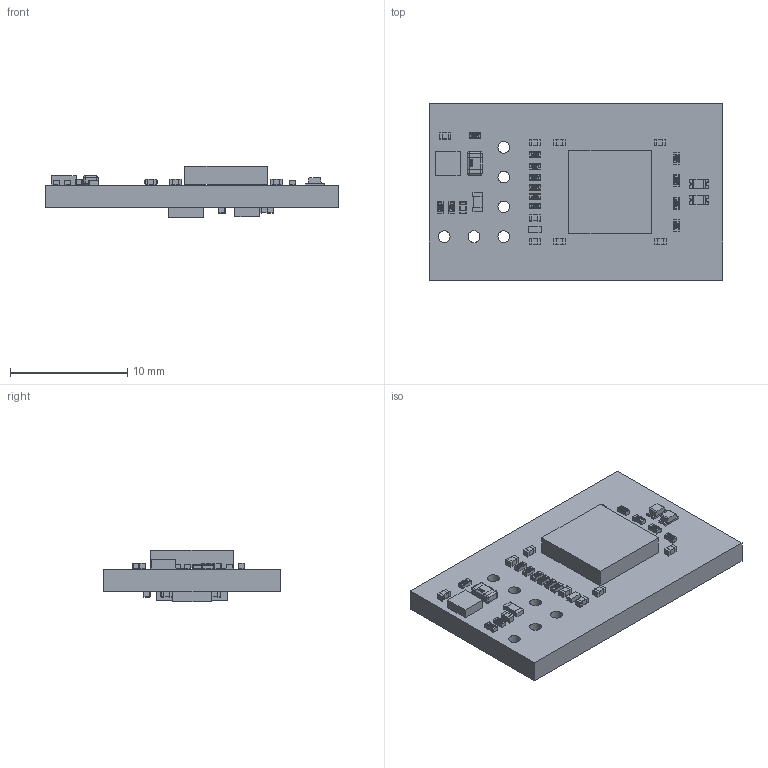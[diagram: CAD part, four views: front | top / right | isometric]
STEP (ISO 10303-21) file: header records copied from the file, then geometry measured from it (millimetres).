
FILE_DESCRIPTION(('Open CASCADE Model'),'2;1');
FILE_NAME('Open CASCADE Shape Model','2021-10-13T16:07:08',('Author'),( 'Open CASCADE'),'Open CASCADE STEP processor 6.8','Open CASCADE 6.8' ,'Unknown');
FILE_SCHEMA(('AUTOMOTIVE_DESIGN { 1 0 10303 214 1 1 1 1 }'));
Length unit declared in the file: millimetre
Products named in the file (54): PCB; Board; Open CASCADE STEP translator 6.8 1.1.1; U6; 6284222592; Extruded; C12; EVK105RH010BW-F--3DModel-STEP-46669; C4; C8; C1; R4; User_Library-res0603-1; R2; User_Library-RESC1005X04N; C7; User_Library-0805_SMD_Capacitor; C6; C18; U2; L1; 6284222752; C2; C10; C11; C13; C15; C9; R15; R5; Q1; 6284220352; R1; R3; DS2; LED_0603; DS1; U4; 6284222112; R14 ...
Assembly tree (82 placements, depth 4):
  PCB
    Board
      Open CASCADE STEP translator 6.8 1.1.1
    U6
      6284222592
        Extruded
    C12
      EVK105RH010BW-F--3DModel-STEP-46669
    C4
      EVK105RH010BW-F--3DModel-STEP-46669
    C8
      EVK105RH010BW-F--3DModel-STEP-46669
    C1
      EVK105RH010BW-F--3DModel-STEP-46669
    R4
      User_Library-res0603-1
    R2
      User_Library-RESC1005X04N
    C7
      User_Library-0805_SMD_Capacitor
    C6
      EVK105RH010BW-F--3DModel-STEP-46669
    C18
      EVK105RH010BW-F--3DModel-STEP-46669
    U2
      6284222592
        Extruded
    L1
      6284222752
        Extruded
    C2
      EVK105RH010BW-F--3DModel-STEP-46669
    C10
      EVK105RH010BW-F--3DModel-STEP-46669
    C11
      EVK105RH010BW-F--3DModel-STEP-46669
    C13
      EVK105RH010BW-F--3DModel-STEP-46669
    C15
      EVK105RH010BW-F--3DModel-STEP-46669
    C9
      EVK105RH010BW-F--3DModel-STEP-46669
    R15
      User_Library-RESC1005X04N
    R5
      User_Library-RESC1005X04N
    Q1
      6284220352
        Extruded
    R1
      User_Library-RESC1005X04N
    R3
      User_Library-RESC1005X04N
    DS2
      LED_0603
    DS1
      LED_0603
    U4
      6284222112
        Extruded
Bounding box: 25 x 15 x 4.39 mm (x, y, z)
Volume: 804.7 mm3; surface area: 1261.2 mm2
Topology: 75 solids, 75 shells, 2231 faces, 6409 edges, 4193 vertices
Faces by surface type: plane 1070, cylinder 790, bspline 243, sphere 128
Full cylindrical faces by diameter (mm): 1 x6
Entity records: 15909 total; most frequent: CARTESIAN_POINT 4882, ORIENTED_EDGE 1820, DIRECTION 1623, EDGE_CURVE 910, VERTEX_POINT 603, AXIS2_PLACEMENT_3D 544, LINE 535, VECTOR 535
